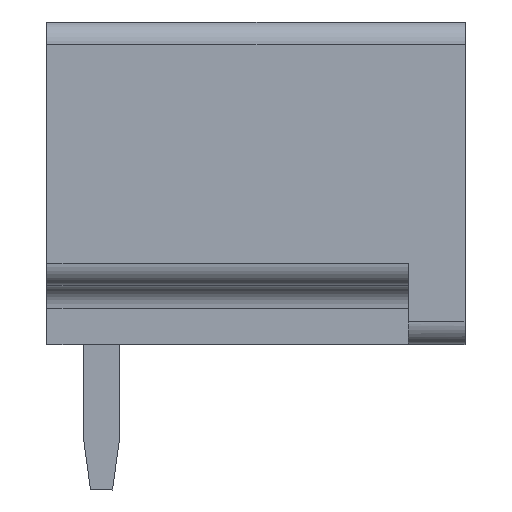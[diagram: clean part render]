
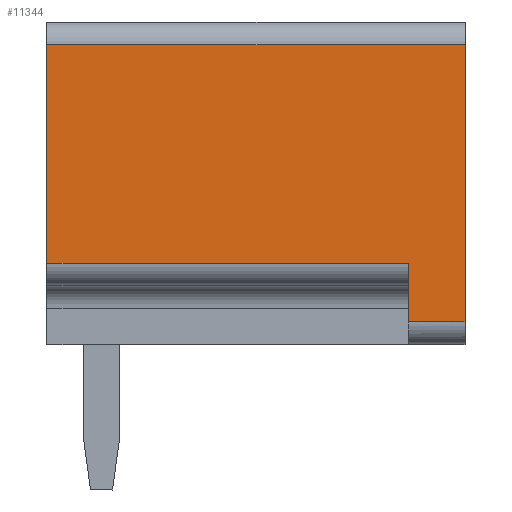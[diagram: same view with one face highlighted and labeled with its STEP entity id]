
A CAD part, left-side view. The second image highlights one B-rep face of the part: STEP entity #11344.
In plain terms, the highlighted planar face has unit normal (-1, 0, 0).
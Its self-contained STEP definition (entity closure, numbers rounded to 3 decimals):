
#11308=AXIS2_PLACEMENT_3D('Plane Axis2P3D',#11305,#11306,#11307) ;
#70=CARTESIAN_POINT('Vertex',(0.,0.,9.8)) ;
#73=CARTESIAN_POINT('Line Origine',(0.,0.,6.75)) ;
#77=CARTESIAN_POINT('Vertex',(0.,0.,3.7)) ;
#11290=CARTESIAN_POINT('Vertex',(0.,9.2,9.8)) ;
#11293=CARTESIAN_POINT('Line Origine',(0.,4.6,9.8)) ;
#11305=CARTESIAN_POINT('Axis2P3D Location',(0.,0.,9.8)) ;
#11310=CARTESIAN_POINT('Line Origine',(0.,5.225,4.99)) ;
#11314=CARTESIAN_POINT('Vertex',(0.,9.2,4.99)) ;
#11316=CARTESIAN_POINT('Vertex',(0.,1.25,4.99)) ;
#11319=CARTESIAN_POINT('Line Origine',(0.,1.25,4.345)) ;
#11323=CARTESIAN_POINT('Vertex',(0.,1.25,3.7)) ;
#11326=CARTESIAN_POINT('Line Origine',(0.,0.625,3.7)) ;
#11331=CARTESIAN_POINT('Line Origine',(0.,9.2,7.395)) ;
#74=DIRECTION('Vector Direction',(0.,0.,-1.)) ;
#11294=DIRECTION('Vector Direction',(0.,-1.,0.)) ;
#11306=DIRECTION('Axis2P3D Direction',(1.,-0.,0.)) ;
#11307=DIRECTION('Axis2P3D XDirection',(0.,0.,-1.)) ;
#11311=DIRECTION('Vector Direction',(0.,-1.,0.)) ;
#11320=DIRECTION('Vector Direction',(0.,0.,-1.)) ;
#11327=DIRECTION('Vector Direction',(0.,1.,0.)) ;
#11332=DIRECTION('Vector Direction',(0.,0.,-1.)) ;
#75=VECTOR('Line Direction',#74,1.) ;
#11295=VECTOR('Line Direction',#11294,1.) ;
#11312=VECTOR('Line Direction',#11311,1.) ;
#11321=VECTOR('Line Direction',#11320,1.) ;
#11328=VECTOR('Line Direction',#11327,1.) ;
#11333=VECTOR('Line Direction',#11332,1.) ;
#11337=ORIENTED_EDGE('',*,*,#11318,.T.) ;
#11338=ORIENTED_EDGE('',*,*,#11325,.T.) ;
#11339=ORIENTED_EDGE('',*,*,#11330,.F.) ;
#11340=ORIENTED_EDGE('',*,*,#79,.F.) ;
#11341=ORIENTED_EDGE('',*,*,#11297,.T.) ;
#11342=ORIENTED_EDGE('',*,*,#11335,.T.) ;
#11344=ADVANCED_FACE('HOUSING',(#11343),#11309,.F.) ;
#79=EDGE_CURVE('',#71,#78,#76,.T.) ;
#11297=EDGE_CURVE('',#71,#11291,#11296,.F.) ;
#11318=EDGE_CURVE('',#11315,#11317,#11313,.T.) ;
#11325=EDGE_CURVE('',#11317,#11324,#11322,.T.) ;
#11330=EDGE_CURVE('',#78,#11324,#11329,.T.) ;
#11335=EDGE_CURVE('',#11291,#11315,#11334,.T.) ;
#11336=EDGE_LOOP('',(#11337,#11338,#11339,#11340,#11341,#11342)) ;
#11343=FACE_OUTER_BOUND('',#11336,.T.) ;
#76=LINE('Line',#73,#75) ;
#11296=LINE('Line',#11293,#11295) ;
#11313=LINE('Line',#11310,#11312) ;
#11322=LINE('Line',#11319,#11321) ;
#11329=LINE('Line',#11326,#11328) ;
#11334=LINE('Line',#11331,#11333) ;
#11309=PLANE('',#11308) ;
#71=VERTEX_POINT('',#70) ;
#78=VERTEX_POINT('',#77) ;
#11291=VERTEX_POINT('',#11290) ;
#11315=VERTEX_POINT('',#11314) ;
#11317=VERTEX_POINT('',#11316) ;
#11324=VERTEX_POINT('',#11323) ;
